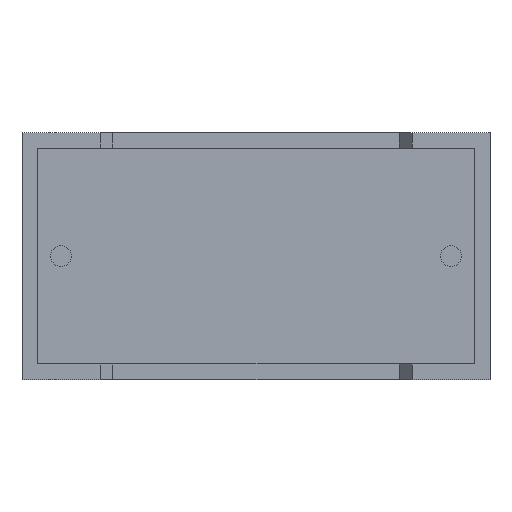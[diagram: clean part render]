
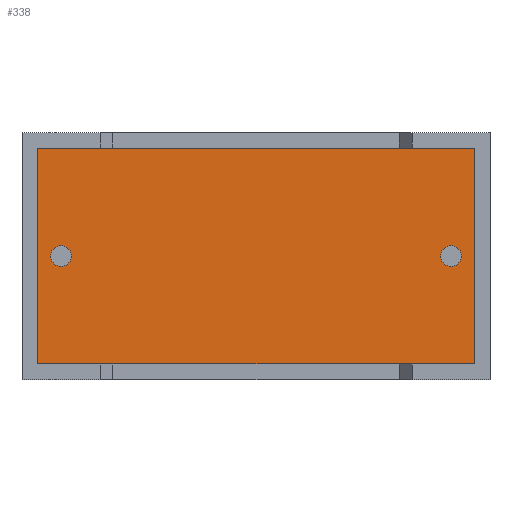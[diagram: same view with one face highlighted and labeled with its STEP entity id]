
A CAD part, front view. The second image highlights one B-rep face of the part: STEP entity #338.
In plain terms, the highlighted planar face has unit normal (0, -1, 0).
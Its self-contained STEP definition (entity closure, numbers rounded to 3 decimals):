
#58 = EDGE_CURVE ( 'NONE', #1098, #2846, #1676, .T. ) ;
#66 = CARTESIAN_POINT ( 'NONE',  ( 16.5, 0.75, 4.35 ) ) ;
#98 = CARTESIAN_POINT ( 'NONE',  ( 0.6, 0.75, 8.9 ) ) ;
#104 = ORIENTED_EDGE ( 'NONE', *, *, #58, .T. ) ;
#107 = CARTESIAN_POINT ( 'NONE',  ( 0.6, 0.75, 8.9 ) ) ;
#152 = FACE_BOUND ( 'NONE', #1589, .T. ) ;
#164 = CARTESIAN_POINT ( 'NONE',  ( 16.5, 0.75, 4.75 ) ) ;
#184 = ORIENTED_EDGE ( 'NONE', *, *, #360, .F. ) ;
#310 = CARTESIAN_POINT ( 'NONE',  ( 17.4, 0.75, 0.6 ) ) ;
#338 = ADVANCED_FACE ( 'NONE', ( #152, #1578, #2483 ), #2028, .T. ) ;
#350 = CIRCLE ( 'NONE', #1879, 0.4 ) ;
#356 = EDGE_CURVE ( 'NONE', #2164, #1655, #2588, .T. ) ;
#360 = EDGE_CURVE ( 'NONE', #546, #3046, #1582, .T. ) ;
#527 = LINE ( 'NONE', #98, #2964 ) ;
#546 = VERTEX_POINT ( 'NONE', #1226 ) ;
#556 = VERTEX_POINT ( 'NONE', #66 ) ;
#558 = DIRECTION ( 'NONE',  ( 0., 0., -1. ) ) ;
#615 = LINE ( 'NONE', #1827, #2315 ) ;
#672 = ORIENTED_EDGE ( 'NONE', *, *, #2421, .T. ) ;
#799 = ORIENTED_EDGE ( 'NONE', *, *, #2475, .T. ) ;
#806 = EDGE_CURVE ( 'NONE', #3046, #546, #350, .T. ) ;
#880 = EDGE_LOOP ( 'NONE', ( #1307, #184 ) ) ;
#963 = CARTESIAN_POINT ( 'NONE',  ( 1.5, 0.75, 4.75 ) ) ;
#989 = ORIENTED_EDGE ( 'NONE', *, *, #2005, .F. ) ;
#1071 = VECTOR ( 'NONE', #2892, 1000. ) ;
#1098 = VERTEX_POINT ( 'NONE', #2865 ) ;
#1117 = CARTESIAN_POINT ( 'NONE',  ( 16.5, 0.75, 5.15 ) ) ;
#1226 = CARTESIAN_POINT ( 'NONE',  ( 1.5, 0.75, 4.35 ) ) ;
#1240 = CARTESIAN_POINT ( 'NONE',  ( 16.5, 0.75, 4.75 ) ) ;
#1307 = ORIENTED_EDGE ( 'NONE', *, *, #806, .F. ) ;
#1372 = CARTESIAN_POINT ( 'NONE',  ( 1.5, 0.75, 5.15 ) ) ;
#1384 = AXIS2_PLACEMENT_3D ( 'NONE', #164, #2075, #3019 ) ;
#1571 = CIRCLE ( 'NONE', #2306, 0.4 ) ;
#1578 = FACE_OUTER_BOUND ( 'NONE', #2882, .T. ) ;
#1582 = CIRCLE ( 'NONE', #2217, 0.4 ) ;
#1589 = EDGE_LOOP ( 'NONE', ( #1702, #989 ) ) ;
#1638 = DIRECTION ( 'NONE',  ( 0., 0., -1. ) ) ;
#1655 = VERTEX_POINT ( 'NONE', #107 ) ;
#1676 = LINE ( 'NONE', #2159, #1071 ) ;
#1680 = DIRECTION ( 'NONE',  ( 0., -1., 0. ) ) ;
#1702 = ORIENTED_EDGE ( 'NONE', *, *, #1739, .F. ) ;
#1739 = EDGE_CURVE ( 'NONE', #2478, #556, #1928, .T. ) ;
#1827 = CARTESIAN_POINT ( 'NONE',  ( 17.4, 0.75, 0.6 ) ) ;
#1854 = ORIENTED_EDGE ( 'NONE', *, *, #356, .T. ) ;
#1879 = AXIS2_PLACEMENT_3D ( 'NONE', #963, #1680, #1638 ) ;
#1928 = CIRCLE ( 'NONE', #1384, 0.4 ) ;
#1949 = DIRECTION ( 'NONE',  ( 0., 0., -1. ) ) ;
#2005 = EDGE_CURVE ( 'NONE', #556, #2478, #1571, .T. ) ;
#2028 = PLANE ( 'NONE',  #2373 ) ;
#2062 = DIRECTION ( 'NONE',  ( 0., 0., 1. ) ) ;
#2075 = DIRECTION ( 'NONE',  ( 0., -1., 0. ) ) ;
#2159 = CARTESIAN_POINT ( 'NONE',  ( 0.6, 0.75, 0.6 ) ) ;
#2164 = VERTEX_POINT ( 'NONE', #3001 ) ;
#2217 = AXIS2_PLACEMENT_3D ( 'NONE', #2453, #2465, #2438 ) ;
#2306 = AXIS2_PLACEMENT_3D ( 'NONE', #1240, #2490, #1949 ) ;
#2315 = VECTOR ( 'NONE', #2062, 1000. ) ;
#2336 = CARTESIAN_POINT ( 'NONE',  ( 17.4, 0.75, 8.9 ) ) ;
#2373 = AXIS2_PLACEMENT_3D ( 'NONE', #2991, #2611, #2485 ) ;
#2421 = EDGE_CURVE ( 'NONE', #1655, #1098, #527, .T. ) ;
#2438 = DIRECTION ( 'NONE',  ( 0., 0., -1. ) ) ;
#2453 = CARTESIAN_POINT ( 'NONE',  ( 1.5, 0.75, 4.75 ) ) ;
#2465 = DIRECTION ( 'NONE',  ( 0., -1., 0. ) ) ;
#2475 = EDGE_CURVE ( 'NONE', #2846, #2164, #615, .T. ) ;
#2478 = VERTEX_POINT ( 'NONE', #1117 ) ;
#2483 = FACE_BOUND ( 'NONE', #880, .T. ) ;
#2485 = DIRECTION ( 'NONE',  ( 0., 0., -1. ) ) ;
#2490 = DIRECTION ( 'NONE',  ( 0., -1., 0. ) ) ;
#2543 = DIRECTION ( 'NONE',  ( -1., 0., 0. ) ) ;
#2588 = LINE ( 'NONE', #2336, #2924 ) ;
#2611 = DIRECTION ( 'NONE',  ( 0., -1., 0. ) ) ;
#2846 = VERTEX_POINT ( 'NONE', #310 ) ;
#2865 = CARTESIAN_POINT ( 'NONE',  ( 0.6, 0.75, 0.6 ) ) ;
#2882 = EDGE_LOOP ( 'NONE', ( #672, #104, #799, #1854 ) ) ;
#2892 = DIRECTION ( 'NONE',  ( 1., 0., 0. ) ) ;
#2924 = VECTOR ( 'NONE', #2543, 1000. ) ;
#2964 = VECTOR ( 'NONE', #558, 1000. ) ;
#2991 = CARTESIAN_POINT ( 'NONE',  ( 0., 0.75, 0. ) ) ;
#3001 = CARTESIAN_POINT ( 'NONE',  ( 17.4, 0.75, 8.9 ) ) ;
#3019 = DIRECTION ( 'NONE',  ( 0., 0., -1. ) ) ;
#3046 = VERTEX_POINT ( 'NONE', #1372 ) ;
